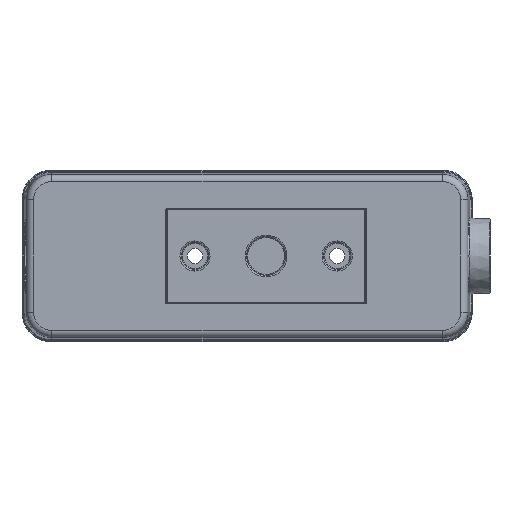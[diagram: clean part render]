
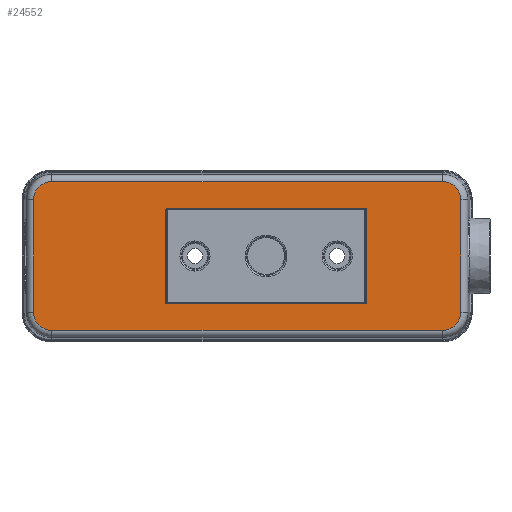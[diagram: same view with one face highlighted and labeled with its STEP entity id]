
A CAD part, front view. The second image highlights one B-rep face of the part: STEP entity #24552.
In plain terms, the highlighted planar face has unit normal (0, -1, 0).
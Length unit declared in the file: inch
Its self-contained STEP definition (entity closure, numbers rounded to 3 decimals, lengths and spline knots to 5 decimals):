
#6802=CARTESIAN_POINT('',(0.25,0.,0.475));
#6803=DIRECTION('',(0.,-1.,0.));
#6804=DIRECTION('',(0.,0.,1.));
#6805=AXIS2_PLACEMENT_3D('',#6802,#6803,#6804);
#6807=DIRECTION('',(-1.,0.,0.));
#6808=VECTOR('',#6807,3.3);
#6809=CARTESIAN_POINT('',(3.55,0.,0.6273));
#6810=LINE('',#6809,#6808);
#6811=CARTESIAN_POINT('',(3.55,0.,0.475));
#6812=DIRECTION('',(0.,-1.,0.));
#6813=DIRECTION('',(1.,0.,0.));
#6814=AXIS2_PLACEMENT_3D('',#6811,#6812,#6813);
#6816=DIRECTION('',(0.,0.,1.));
#6817=VECTOR('',#6816,0.95);
#6818=CARTESIAN_POINT('',(3.7023,0.,-0.475));
#6819=LINE('',#6818,#6817);
#6820=CARTESIAN_POINT('',(3.55,0.,-0.475));
#6821=DIRECTION('',(0.,-1.,0.));
#6822=DIRECTION('',(0.,0.,-1.));
#6823=AXIS2_PLACEMENT_3D('',#6820,#6821,#6822);
#6825=DIRECTION('',(1.,0.,0.));
#6826=VECTOR('',#6825,3.3);
#6827=CARTESIAN_POINT('',(0.25,0.,-0.6273));
#6828=LINE('',#6827,#6826);
#6829=CARTESIAN_POINT('',(0.25,0.,-0.475));
#6830=DIRECTION('',(0.,-1.,0.));
#6831=DIRECTION('',(-1.,0.,0.));
#6832=AXIS2_PLACEMENT_3D('',#6829,#6830,#6831);
#6834=DIRECTION('',(0.,0.,-1.));
#6835=VECTOR('',#6834,0.95);
#6836=CARTESIAN_POINT('',(0.0977,0.,0.475));
#6837=LINE('',#6836,#6835);
#6838=DIRECTION('',(0.,0.,1.));
#6839=VECTOR('',#6838,0.78983);
#6840=CARTESIAN_POINT('',(2.90491,0.,-0.39492));
#6841=LINE('',#6840,#6839);
#6842=CARTESIAN_POINT('',(2.89492,0.,0.40491));
#6843=CARTESIAN_POINT('',(2.89586,0.,
0.40491));
#6844=CARTESIAN_POINT('',(2.89762,0.,
0.40466));
#6845=CARTESIAN_POINT('',(2.89995,0.,
0.40367));
#6846=CARTESIAN_POINT('',(2.90178,0.,
0.40229));
#6847=CARTESIAN_POINT('',(2.9031,0.,
0.40075));
#6848=CARTESIAN_POINT('',(2.90398,0.,
0.39924));
#6849=CARTESIAN_POINT('',(2.90453,0.,
0.39778));
#6850=CARTESIAN_POINT('',(2.90484,0.,
0.39636));
#6851=CARTESIAN_POINT('',(2.90491,0.,
0.3954));
#6852=CARTESIAN_POINT('',(2.90491,0.,0.39492));
#6854=DIRECTION('',(-1.,0.,0.));
#6855=VECTOR('',#6854,1.66983);
#6856=CARTESIAN_POINT('',(2.89492,0.,0.40491));
#6857=LINE('',#6856,#6855);
#6858=CARTESIAN_POINT('',(1.21509,0.,0.39492));
#6859=CARTESIAN_POINT('',(1.21509,0.,
0.39586));
#6860=CARTESIAN_POINT('',(1.21534,0.,
0.39762));
#6861=CARTESIAN_POINT('',(1.21633,0.,
0.39995));
#6862=CARTESIAN_POINT('',(1.21771,0.,
0.40178));
#6863=CARTESIAN_POINT('',(1.21925,0.,
0.4031));
#6864=CARTESIAN_POINT('',(1.22076,0.,
0.40398));
#6865=CARTESIAN_POINT('',(1.22222,0.,
0.40453));
#6866=CARTESIAN_POINT('',(1.22364,0.,
0.40484));
#6867=CARTESIAN_POINT('',(1.2246,0.,
0.40491));
#6868=CARTESIAN_POINT('',(1.22508,0.,0.40491));
#6870=DIRECTION('',(0.,0.,-1.));
#6871=VECTOR('',#6870,0.78983);
#6872=CARTESIAN_POINT('',(1.21509,0.,0.39492));
#6873=LINE('',#6872,#6871);
#6874=CARTESIAN_POINT('',(1.22508,0.,-0.40491));
#6875=CARTESIAN_POINT('',(1.22414,0.,
-0.40491));
#6876=CARTESIAN_POINT('',(1.22238,0.,
-0.40466));
#6877=CARTESIAN_POINT('',(1.22005,0.,
-0.40367));
#6878=CARTESIAN_POINT('',(1.21822,0.,
-0.40229));
#6879=CARTESIAN_POINT('',(1.2169,0.,
-0.40075));
#6880=CARTESIAN_POINT('',(1.21602,0.,
-0.39924));
#6881=CARTESIAN_POINT('',(1.21547,0.,
-0.39778));
#6882=CARTESIAN_POINT('',(1.21516,0.,
-0.39636));
#6883=CARTESIAN_POINT('',(1.21509,0.,
-0.3954));
#6884=CARTESIAN_POINT('',(1.21509,0.,-0.39492));
#6886=DIRECTION('',(1.,0.,0.));
#6887=VECTOR('',#6886,1.66983);
#6888=CARTESIAN_POINT('',(1.22508,0.,-0.40491));
#6889=LINE('',#6888,#6887);
#6890=CARTESIAN_POINT('',(2.90491,0.,-0.39492));
#6891=CARTESIAN_POINT('',(2.90491,0.,
-0.39586));
#6892=CARTESIAN_POINT('',(2.90466,0.,
-0.39762));
#6893=CARTESIAN_POINT('',(2.90367,0.,
-0.39995));
#6894=CARTESIAN_POINT('',(2.90229,0.,
-0.40178));
#6895=CARTESIAN_POINT('',(2.90075,0.,
-0.4031));
#6896=CARTESIAN_POINT('',(2.89924,0.,
-0.40398));
#6897=CARTESIAN_POINT('',(2.89778,0.,
-0.40453));
#6898=CARTESIAN_POINT('',(2.89636,0.,
-0.40484));
#6899=CARTESIAN_POINT('',(2.8954,0.,
-0.40491));
#6900=CARTESIAN_POINT('',(2.89492,0.,-0.40491));
#9999=CARTESIAN_POINT('',(0.25,0.,0.6273));
#10000=CARTESIAN_POINT('',(0.0977,0.,0.475));
#10001=VERTEX_POINT('',#9999);
#10002=VERTEX_POINT('',#10000);
#10007=CARTESIAN_POINT('',(0.0977,0.,-0.475));
#10008=VERTEX_POINT('',#10007);
#10011=CARTESIAN_POINT('',(0.25,0.,-0.6273));
#10012=VERTEX_POINT('',#10011);
#10015=CARTESIAN_POINT('',(3.55,0.,-0.6273));
#10016=VERTEX_POINT('',#10015);
#10019=CARTESIAN_POINT('',(3.7023,0.,-0.475));
#10020=VERTEX_POINT('',#10019);
#10023=CARTESIAN_POINT('',(3.7023,0.,0.475));
#10024=VERTEX_POINT('',#10023);
#10027=CARTESIAN_POINT('',(3.55,0.,0.6273));
#10028=VERTEX_POINT('',#10027);
#10071=CARTESIAN_POINT('',(2.90491,0.,-0.39492));
#10072=CARTESIAN_POINT('',(2.90491,0.,0.39492));
#10073=VERTEX_POINT('',#10071);
#10074=VERTEX_POINT('',#10072);
#10077=CARTESIAN_POINT('',(1.22508,0.,-0.40491));
#10078=CARTESIAN_POINT('',(2.89492,0.,-0.40491));
#10079=VERTEX_POINT('',#10077);
#10080=VERTEX_POINT('',#10078);
#10081=CARTESIAN_POINT('',(1.21509,0.,0.39492));
#10082=CARTESIAN_POINT('',(1.21509,0.,-0.39492));
#10083=VERTEX_POINT('',#10081);
#10084=VERTEX_POINT('',#10082);
#10095=CARTESIAN_POINT('',(2.89492,0.,0.40491));
#10096=CARTESIAN_POINT('',(1.22508,0.,0.40491));
#10097=VERTEX_POINT('',#10095);
#10098=VERTEX_POINT('',#10096);
#24512=CARTESIAN_POINT('',(0.,0.,0.));
#24513=DIRECTION('',(0.,1.,0.));
#24514=DIRECTION('',(1.,0.,0.));
#24515=AXIS2_PLACEMENT_3D('',#24512,#24513,#24514);
#24516=PLANE('',#24515);
#24518=ORIENTED_EDGE('',*,*,#24517,.F.);
#24520=ORIENTED_EDGE('',*,*,#24519,.F.);
#24521=ORIENTED_EDGE('',*,*,#24495,.F.);
#24523=ORIENTED_EDGE('',*,*,#24522,.F.);
#24525=ORIENTED_EDGE('',*,*,#24524,.F.);
#24527=ORIENTED_EDGE('',*,*,#24526,.F.);
#24529=ORIENTED_EDGE('',*,*,#24528,.F.);
#24531=ORIENTED_EDGE('',*,*,#24530,.F.);
#24532=EDGE_LOOP('',(#24518,#24520,#24521,#24523,#24525,#24527,#24529,#24531));
#24533=FACE_OUTER_BOUND('',#24532,.F.);
#24535=ORIENTED_EDGE('',*,*,#24534,.T.);
#24537=ORIENTED_EDGE('',*,*,#24536,.F.);
#24539=ORIENTED_EDGE('',*,*,#24538,.T.);
#24541=ORIENTED_EDGE('',*,*,#24540,.F.);
#24543=ORIENTED_EDGE('',*,*,#24542,.T.);
#24545=ORIENTED_EDGE('',*,*,#24544,.F.);
#24547=ORIENTED_EDGE('',*,*,#24546,.T.);
#24549=ORIENTED_EDGE('',*,*,#24548,.F.);
#24550=EDGE_LOOP('',(#24535,#24537,#24539,#24541,#24543,#24545,#24547,#24549));
#24551=FACE_BOUND('',#24550,.F.);
#6806=CIRCLE('',#6805,0.1523);
#6815=CIRCLE('',#6814,0.1523);
#6824=CIRCLE('',#6823,0.1523);
#6833=CIRCLE('',#6832,0.1523);
#6853=B_SPLINE_CURVE_WITH_KNOTS('',3,(#6842,#6843,#6844,#6845,#6846,#6847,#6848,
#6849,#6850,#6851,#6852),.UNSPECIFIED.,.F.,.F.,(4,1,1,1,1,1,1,1,4),(0.,
0.125,0.25,0.375,0.5,0.625,0.75,0.875,1.),.UNSPECIFIED.);
#6869=B_SPLINE_CURVE_WITH_KNOTS('',3,(#6858,#6859,#6860,#6861,#6862,#6863,#6864,
#6865,#6866,#6867,#6868),.UNSPECIFIED.,.F.,.F.,(4,1,1,1,1,1,1,1,4),(0.,
0.125,0.25,0.375,0.5,0.625,0.75,0.875,1.),.UNSPECIFIED.);
#6885=B_SPLINE_CURVE_WITH_KNOTS('',3,(#6874,#6875,#6876,#6877,#6878,#6879,#6880,
#6881,#6882,#6883,#6884),.UNSPECIFIED.,.F.,.F.,(4,1,1,1,1,1,1,1,4),(0.,
0.125,0.25,0.375,0.5,0.625,0.75,0.875,1.),.UNSPECIFIED.);
#6901=B_SPLINE_CURVE_WITH_KNOTS('',3,(#6890,#6891,#6892,#6893,#6894,#6895,#6896,
#6897,#6898,#6899,#6900),.UNSPECIFIED.,.F.,.F.,(4,1,1,1,1,1,1,1,4),(0.,
0.125,0.25,0.375,0.5,0.625,0.75,0.875,1.),.UNSPECIFIED.);
#24495=EDGE_CURVE('',#10024,#10028,#6815,.T.);
#24517=EDGE_CURVE('',#10001,#10002,#6806,.T.);
#24519=EDGE_CURVE('',#10028,#10001,#6810,.T.);
#24522=EDGE_CURVE('',#10020,#10024,#6819,.T.);
#24524=EDGE_CURVE('',#10016,#10020,#6824,.T.);
#24526=EDGE_CURVE('',#10012,#10016,#6828,.T.);
#24528=EDGE_CURVE('',#10008,#10012,#6833,.T.);
#24530=EDGE_CURVE('',#10002,#10008,#6837,.T.);
#24534=EDGE_CURVE('',#10073,#10074,#6841,.T.);
#24536=EDGE_CURVE('',#10097,#10074,#6853,.T.);
#24538=EDGE_CURVE('',#10097,#10098,#6857,.T.);
#24540=EDGE_CURVE('',#10083,#10098,#6869,.T.);
#24542=EDGE_CURVE('',#10083,#10084,#6873,.T.);
#24544=EDGE_CURVE('',#10079,#10084,#6885,.T.);
#24546=EDGE_CURVE('',#10079,#10080,#6889,.T.);
#24548=EDGE_CURVE('',#10073,#10080,#6901,.T.);
#24552=ADVANCED_FACE('',(#24533,#24551),#24516,.F.);
